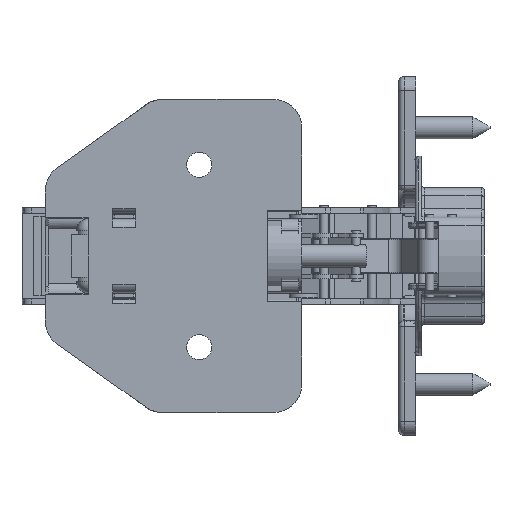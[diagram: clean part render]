
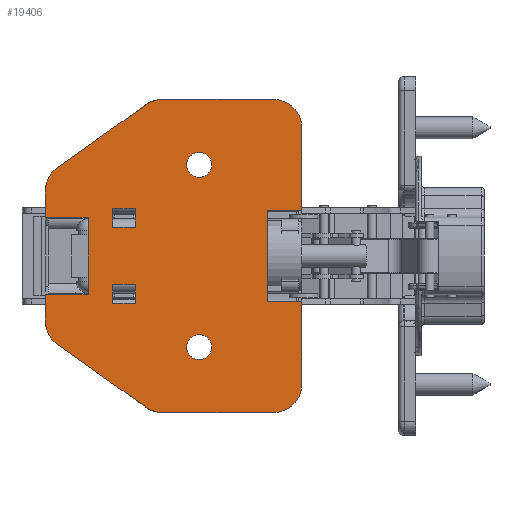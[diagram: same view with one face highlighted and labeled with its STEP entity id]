
A CAD part, front view. The second image highlights one B-rep face of the part: STEP entity #19406.
In plain terms, the highlighted face is planar.
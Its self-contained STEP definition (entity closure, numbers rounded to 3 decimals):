
#537=FACE_BOUND('',#4072,.T.);
#538=FACE_BOUND('',#4073,.T.);
#539=FACE_BOUND('',#4074,.T.);
#540=FACE_BOUND('',#4075,.T.);
#1899=CIRCLE('',#21619,5.);
#1900=CIRCLE('',#21620,5.);
#1901=CIRCLE('',#21621,5.);
#1902=CIRCLE('',#21622,5.);
#1903=CIRCLE('',#21623,5.);
#1904=CIRCLE('',#21624,5.);
#1905=CIRCLE('',#21625,2.2);
#1906=CIRCLE('',#21626,2.2);
#2933=FACE_OUTER_BOUND('',#4071,.T.);
#4071=EDGE_LOOP('',(#16303,#16304,#16305,#16306,#16307,#16308,#16309,#16310,
#16311,#16312,#16313,#16314,#16315,#16316,#16317,#16318,#16319,#16320,#16321,
#16322));
#4072=EDGE_LOOP('',(#16323,#16324,#16325,#16326));
#4073=EDGE_LOOP('',(#16327,#16328,#16329,#16330));
#4074=EDGE_LOOP('',(#16331));
#4075=EDGE_LOOP('',(#16332));
#5520=LINE('',#33634,#7058);
#5535=LINE('',#33671,#7073);
#5539=LINE('',#33680,#7077);
#5544=LINE('',#33693,#7082);
#5545=LINE('',#33696,#7083);
#5546=LINE('',#33700,#7084);
#5547=LINE('',#33704,#7085);
#5548=LINE('',#33708,#7086);
#5549=LINE('',#33710,#7087);
#5550=LINE('',#33712,#7088);
#5551=LINE('',#33714,#7089);
#5552=LINE('',#33716,#7090);
#5553=LINE('',#33720,#7091);
#5554=LINE('',#33724,#7092);
#5555=LINE('',#33728,#7093);
#5556=LINE('',#33730,#7094);
#5557=LINE('',#33732,#7095);
#5558=LINE('',#33733,#7096);
#5559=LINE('',#33736,#7097);
#5560=LINE('',#33738,#7098);
#5561=LINE('',#33740,#7099);
#5562=LINE('',#33741,#7100);
#7058=VECTOR('',#26744,10.);
#7073=VECTOR('',#26773,10.);
#7077=VECTOR('',#26783,10.);
#7082=VECTOR('',#26800,10.);
#7083=VECTOR('',#26803,10.);
#7084=VECTOR('',#26806,10.);
#7085=VECTOR('',#26809,10.);
#7086=VECTOR('',#26812,10.);
#7087=VECTOR('',#26813,10.);
#7088=VECTOR('',#26814,10.);
#7089=VECTOR('',#26815,10.);
#7090=VECTOR('',#26816,10.);
#7091=VECTOR('',#26819,10.);
#7092=VECTOR('',#26822,10.);
#7093=VECTOR('',#26825,10.);
#7094=VECTOR('',#26826,10.);
#7095=VECTOR('',#26827,10.);
#7096=VECTOR('',#26828,10.);
#7097=VECTOR('',#26829,10.);
#7098=VECTOR('',#26830,10.);
#7099=VECTOR('',#26831,10.);
#7100=VECTOR('',#26832,10.);
#8731=VERTEX_POINT('',#33631);
#8732=VERTEX_POINT('',#33633);
#8746=VERTEX_POINT('',#33668);
#8747=VERTEX_POINT('',#33670);
#8749=VERTEX_POINT('',#33678);
#8752=VERTEX_POINT('',#33695);
#8753=VERTEX_POINT('',#33697);
#8754=VERTEX_POINT('',#33699);
#8755=VERTEX_POINT('',#33701);
#8756=VERTEX_POINT('',#33703);
#8757=VERTEX_POINT('',#33705);
#8758=VERTEX_POINT('',#33707);
#8759=VERTEX_POINT('',#33709);
#8760=VERTEX_POINT('',#33711);
#8761=VERTEX_POINT('',#33713);
#8762=VERTEX_POINT('',#33715);
#8763=VERTEX_POINT('',#33717);
#8764=VERTEX_POINT('',#33719);
#8765=VERTEX_POINT('',#33721);
#8766=VERTEX_POINT('',#33723);
#8767=VERTEX_POINT('',#33726);
#8768=VERTEX_POINT('',#33727);
#8769=VERTEX_POINT('',#33729);
#8770=VERTEX_POINT('',#33731);
#8771=VERTEX_POINT('',#33734);
#8772=VERTEX_POINT('',#33735);
#8773=VERTEX_POINT('',#33737);
#8774=VERTEX_POINT('',#33739);
#8775=VERTEX_POINT('',#33742);
#8776=VERTEX_POINT('',#33744);
#11276=EDGE_CURVE('',#8732,#8731,#5520,.T.);
#11294=EDGE_CURVE('',#8747,#8746,#5535,.T.);
#11300=EDGE_CURVE('',#8731,#8749,#5539,.T.);
#11307=EDGE_CURVE('',#8749,#8747,#5544,.T.);
#11308=EDGE_CURVE('',#8746,#8752,#5545,.T.);
#11309=EDGE_CURVE('',#8753,#8752,#1899,.T.);
#11310=EDGE_CURVE('',#8753,#8754,#5546,.T.);
#11311=EDGE_CURVE('',#8755,#8754,#1900,.T.);
#11312=EDGE_CURVE('',#8755,#8756,#5547,.T.);
#11313=EDGE_CURVE('',#8757,#8756,#1901,.T.);
#11314=EDGE_CURVE('',#8757,#8758,#5548,.T.);
#11315=EDGE_CURVE('',#8758,#8759,#5549,.T.);
#11316=EDGE_CURVE('',#8759,#8760,#5550,.T.);
#11317=EDGE_CURVE('',#8760,#8761,#5551,.T.);
#11318=EDGE_CURVE('',#8761,#8762,#5552,.T.);
#11319=EDGE_CURVE('',#8763,#8762,#1902,.T.);
#11320=EDGE_CURVE('',#8763,#8764,#5553,.T.);
#11321=EDGE_CURVE('',#8765,#8764,#1903,.T.);
#11322=EDGE_CURVE('',#8765,#8766,#5554,.T.);
#11323=EDGE_CURVE('',#8732,#8766,#1904,.T.);
#11324=EDGE_CURVE('',#8767,#8768,#5555,.T.);
#11325=EDGE_CURVE('',#8768,#8769,#5556,.T.);
#11326=EDGE_CURVE('',#8769,#8770,#5557,.T.);
#11327=EDGE_CURVE('',#8770,#8767,#5558,.T.);
#11328=EDGE_CURVE('',#8771,#8772,#5559,.T.);
#11329=EDGE_CURVE('',#8772,#8773,#5560,.T.);
#11330=EDGE_CURVE('',#8773,#8774,#5561,.T.);
#11331=EDGE_CURVE('',#8774,#8771,#5562,.T.);
#11332=EDGE_CURVE('',#8775,#8775,#1905,.T.);
#11333=EDGE_CURVE('',#8776,#8776,#1906,.T.);
#16303=ORIENTED_EDGE('',*,*,#11300,.T.);
#16304=ORIENTED_EDGE('',*,*,#11307,.T.);
#16305=ORIENTED_EDGE('',*,*,#11294,.T.);
#16306=ORIENTED_EDGE('',*,*,#11308,.T.);
#16307=ORIENTED_EDGE('',*,*,#11309,.F.);
#16308=ORIENTED_EDGE('',*,*,#11310,.T.);
#16309=ORIENTED_EDGE('',*,*,#11311,.F.);
#16310=ORIENTED_EDGE('',*,*,#11312,.T.);
#16311=ORIENTED_EDGE('',*,*,#11313,.F.);
#16312=ORIENTED_EDGE('',*,*,#11314,.T.);
#16313=ORIENTED_EDGE('',*,*,#11315,.T.);
#16314=ORIENTED_EDGE('',*,*,#11316,.T.);
#16315=ORIENTED_EDGE('',*,*,#11317,.T.);
#16316=ORIENTED_EDGE('',*,*,#11318,.T.);
#16317=ORIENTED_EDGE('',*,*,#11319,.F.);
#16318=ORIENTED_EDGE('',*,*,#11320,.T.);
#16319=ORIENTED_EDGE('',*,*,#11321,.F.);
#16320=ORIENTED_EDGE('',*,*,#11322,.T.);
#16321=ORIENTED_EDGE('',*,*,#11323,.F.);
#16322=ORIENTED_EDGE('',*,*,#11276,.T.);
#16323=ORIENTED_EDGE('',*,*,#11324,.T.);
#16324=ORIENTED_EDGE('',*,*,#11325,.T.);
#16325=ORIENTED_EDGE('',*,*,#11326,.T.);
#16326=ORIENTED_EDGE('',*,*,#11327,.T.);
#16327=ORIENTED_EDGE('',*,*,#11328,.T.);
#16328=ORIENTED_EDGE('',*,*,#11329,.T.);
#16329=ORIENTED_EDGE('',*,*,#11330,.T.);
#16330=ORIENTED_EDGE('',*,*,#11331,.T.);
#16331=ORIENTED_EDGE('',*,*,#11332,.T.);
#16332=ORIENTED_EDGE('',*,*,#11333,.T.);
#17563=PLANE('',#21618);
#19406=ADVANCED_FACE('',(#2933,#537,#538,#539,#540),#17563,.F.);
#21618=AXIS2_PLACEMENT_3D('',#33694,#26801,#26802);
#21619=AXIS2_PLACEMENT_3D('',#33698,#26804,#26805);
#21620=AXIS2_PLACEMENT_3D('',#33702,#26807,#26808);
#21621=AXIS2_PLACEMENT_3D('',#33706,#26810,#26811);
#21622=AXIS2_PLACEMENT_3D('',#33718,#26817,#26818);
#21623=AXIS2_PLACEMENT_3D('',#33722,#26820,#26821);
#21624=AXIS2_PLACEMENT_3D('',#33725,#26823,#26824);
#21625=AXIS2_PLACEMENT_3D('',#33743,#26833,#26834);
#21626=AXIS2_PLACEMENT_3D('',#33745,#26835,#26836);
#26744=DIRECTION('',(0.,1.,0.));
#26773=DIRECTION('',(-1.,0.,0.));
#26783=DIRECTION('',(1.,0.,0.));
#26800=DIRECTION('',(0.,1.,0.));
#26801=DIRECTION('center_axis',(0.,0.,1.));
#26802=DIRECTION('ref_axis',(1.,0.,0.));
#26803=DIRECTION('',(0.,1.,0.));
#26804=DIRECTION('center_axis',(0.,0.,1.));
#26805=DIRECTION('ref_axis',(-0.707,0.707,0.));
#26806=DIRECTION('',(1.,0.,0.));
#26807=DIRECTION('center_axis',(0.,0.,1.));
#26808=DIRECTION('ref_axis',(0.304,0.953,0.));
#26809=DIRECTION('',(0.815,-0.579,0.));
#26810=DIRECTION('center_axis',(0.,0.,1.));
#26811=DIRECTION('ref_axis',(0.889,0.459,0.));
#26812=DIRECTION('',(0.,-1.,0.));
#26813=DIRECTION('',(-1.,0.,0.));
#26814=DIRECTION('',(0.,-1.,0.));
#26815=DIRECTION('',(1.,0.,0.));
#26816=DIRECTION('',(0.,-1.,0.));
#26817=DIRECTION('center_axis',(0.,0.,1.));
#26818=DIRECTION('ref_axis',(0.889,-0.459,0.));
#26819=DIRECTION('',(-0.815,-0.579,0.));
#26820=DIRECTION('center_axis',(0.,0.,1.));
#26821=DIRECTION('ref_axis',(0.304,-0.953,0.));
#26822=DIRECTION('',(-1.,0.,0.));
#26823=DIRECTION('center_axis',(0.,0.,1.));
#26824=DIRECTION('ref_axis',(-0.707,-0.707,0.));
#26825=DIRECTION('',(0.,-1.,0.));
#26826=DIRECTION('',(1.,0.,0.));
#26827=DIRECTION('',(0.,1.,0.));
#26828=DIRECTION('',(-1.,0.,0.));
#26829=DIRECTION('',(0.,1.,0.));
#26830=DIRECTION('',(-1.,0.,0.));
#26831=DIRECTION('',(0.,-1.,0.));
#26832=DIRECTION('',(1.,0.,0.));
#26833=DIRECTION('center_axis',(0.,0.,1.));
#26834=DIRECTION('ref_axis',(1.,0.,0.));
#26835=DIRECTION('center_axis',(0.,0.,1.));
#26836=DIRECTION('ref_axis',(1.,0.,0.));
#33631=CARTESIAN_POINT('',(-13.,-8.,0.));
#33633=CARTESIAN_POINT('',(-13.,-22.5,0.));
#33634=CARTESIAN_POINT('',(-13.,-27.5,0.));
#33668=CARTESIAN_POINT('',(-13.,8.,0.));
#33670=CARTESIAN_POINT('',(-7.,8.,0.));
#33671=CARTESIAN_POINT('',(-3.114,8.,0.));
#33678=CARTESIAN_POINT('',(-7.,-8.,0.));
#33680=CARTESIAN_POINT('',(-3.114,-8.,0.));
#33693=CARTESIAN_POINT('',(-7.,0.,0.));
#33694=CARTESIAN_POINT('Origin',(6.772,0.,0.));
#33695=CARTESIAN_POINT('',(-13.,22.5,0.));
#33696=CARTESIAN_POINT('',(-13.,-27.5,0.));
#33697=CARTESIAN_POINT('',(-8.,27.5,0.));
#33698=CARTESIAN_POINT('Origin',(-8.,22.5,0.));
#33699=CARTESIAN_POINT('',(11.405,27.5,0.));
#33700=CARTESIAN_POINT('',(-13.,27.5,0.));
#33701=CARTESIAN_POINT('',(14.301,26.576,0.));
#33702=CARTESIAN_POINT('Origin',(11.405,22.5,0.));
#33703=CARTESIAN_POINT('',(29.896,15.495,0.));
#33704=CARTESIAN_POINT('',(13.,27.5,0.));
#33705=CARTESIAN_POINT('',(32.,11.419,0.));
#33706=CARTESIAN_POINT('Origin',(27.,11.419,0.));
#33707=CARTESIAN_POINT('',(32.,6.7,0.));
#33708=CARTESIAN_POINT('',(32.,14.,0.));
#33709=CARTESIAN_POINT('',(24.5,6.7,0.));
#33710=CARTESIAN_POINT('',(19.386,6.7,0.));
#33711=CARTESIAN_POINT('',(24.5,-6.7,0.));
#33712=CARTESIAN_POINT('',(24.5,0.,0.));
#33713=CARTESIAN_POINT('',(32.,-6.7,0.));
#33714=CARTESIAN_POINT('',(19.386,-6.7,0.));
#33715=CARTESIAN_POINT('',(32.,-11.419,0.));
#33716=CARTESIAN_POINT('',(32.,14.,0.));
#33717=CARTESIAN_POINT('',(29.896,-15.495,0.));
#33718=CARTESIAN_POINT('Origin',(27.,-11.419,0.));
#33719=CARTESIAN_POINT('',(14.301,-26.576,0.));
#33720=CARTESIAN_POINT('',(32.,-14.,0.));
#33721=CARTESIAN_POINT('',(11.405,-27.5,0.));
#33722=CARTESIAN_POINT('Origin',(11.405,-22.5,0.));
#33723=CARTESIAN_POINT('',(-8.,-27.5,0.));
#33724=CARTESIAN_POINT('',(13.,-27.5,0.));
#33725=CARTESIAN_POINT('Origin',(-8.,-22.5,0.));
#33726=CARTESIAN_POINT('',(16.2,-5.075,0.));
#33727=CARTESIAN_POINT('',(16.2,-8.275,0.));
#33728=CARTESIAN_POINT('',(16.2,-4.138,0.));
#33729=CARTESIAN_POINT('',(20.2,-8.275,0.));
#33730=CARTESIAN_POINT('',(13.486,-8.275,0.));
#33731=CARTESIAN_POINT('',(20.2,-5.075,0.));
#33732=CARTESIAN_POINT('',(20.2,-2.538,0.));
#33733=CARTESIAN_POINT('',(11.486,-5.075,0.));
#33734=CARTESIAN_POINT('',(20.2,5.075,0.));
#33735=CARTESIAN_POINT('',(20.2,8.275,0.));
#33736=CARTESIAN_POINT('',(20.2,4.138,0.));
#33737=CARTESIAN_POINT('',(16.2,8.275,0.));
#33738=CARTESIAN_POINT('',(11.486,8.275,0.));
#33739=CARTESIAN_POINT('',(16.2,5.075,0.));
#33740=CARTESIAN_POINT('',(16.2,2.538,0.));
#33741=CARTESIAN_POINT('',(13.486,5.075,0.));
#33742=CARTESIAN_POINT('',(2.8,-16.,0.));
#33743=CARTESIAN_POINT('Origin',(5.,-16.,0.));
#33744=CARTESIAN_POINT('',(2.8,16.,0.));
#33745=CARTESIAN_POINT('Origin',(5.,16.,0.));
